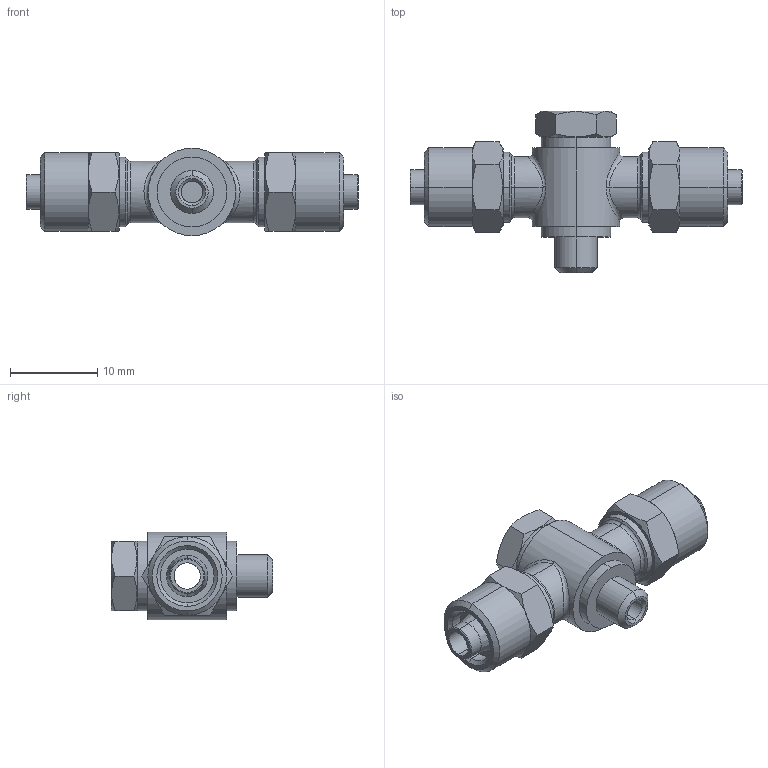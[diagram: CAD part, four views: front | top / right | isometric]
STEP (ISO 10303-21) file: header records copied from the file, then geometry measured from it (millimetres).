
FILE_DESCRIPTION (( 'STEP AP203' ), '1' );
FILE_NAME ('02260030.STEP', '2011-10-24T07:17:26', ( '' ), ( 'sopra-pneumatic' ), 'SwSTEP 2.0', 'SolidWorks 2011', '' );
FILE_SCHEMA (( 'CONFIG_CONTROL_DESIGN' ));
Length unit declared in the file: millimetre
Products named in the file (1): 02260030
Bounding box: 38 x 18.5 x 10 mm (x, y, z)
Volume: 2207.1 mm3; surface area: 2005.6 mm2
Topology: 1 solids, 1 shells, 119 faces, 264 edges, 160 vertices
Faces by surface type: cone 40, cylinder 34, plane 33, torus 8, bspline 4
Entity records: 4317 total; most frequent: CARTESIAN_POINT 1670, DIRECTION 536, ORIENTED_EDGE 528, EDGE_CURVE 264, AXIS2_PLACEMENT_3D 228, VERTEX_POINT 160, EDGE_LOOP 136, ADVANCED_FACE 119
